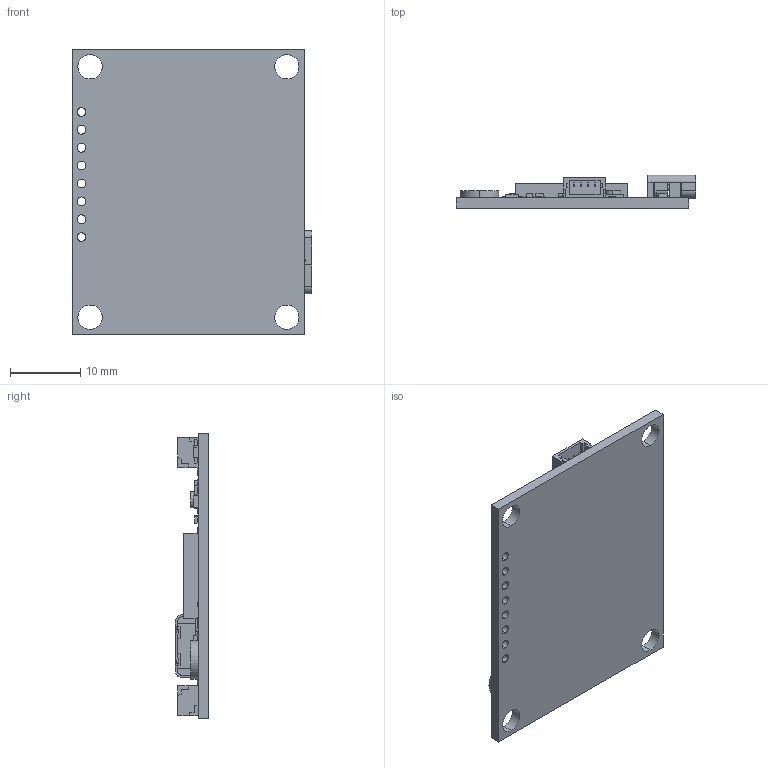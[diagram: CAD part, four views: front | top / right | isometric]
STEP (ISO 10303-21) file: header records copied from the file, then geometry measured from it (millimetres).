
FILE_DESCRIPTION (( 'STEP AP214' ), '1' );
FILE_NAME ('Sparkfun_Ublox_M9N.STEP', '2024-08-31T21:56:08', ( '' ), ( '' ), 'SwSTEP 2.0', 'SolidWorks 2023', '' );
FILE_SCHEMA (( 'AUTOMOTIVE_DESIGN' ));
Length unit declared in the file: millimetre
Products named in the file (1): Sparkfun_Ublox_M9N
Bounding box: 34.02 x 4.71 x 40.46 mm (x, y, z)
Volume: 2564.9 mm3; surface area: 4654.5 mm2
Topology: 147 solids, 147 shells, 1496 faces, 3549 edges, 2346 vertices
Faces by surface type: plane 1309, cylinder 179, bspline 6, cone 2
Entity records: 44144 total; most frequent: CARTESIAN_POINT 7748, ORIENTED_EDGE 7098, DIRECTION 6851, EDGE_CURVE 3549, LINE 3161, VECTOR 3161, VERTEX_POINT 2346, AXIS2_PLACEMENT_3D 1845
